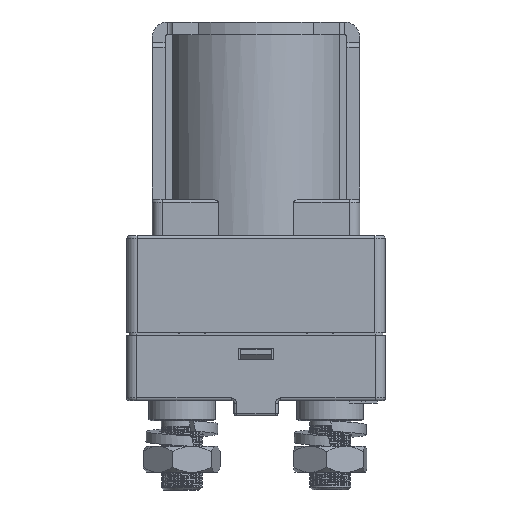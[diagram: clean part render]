
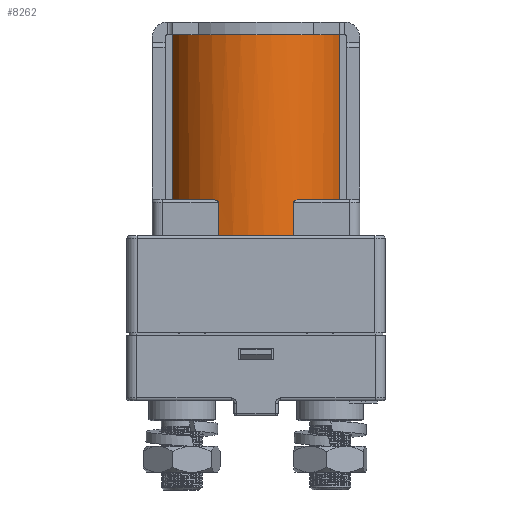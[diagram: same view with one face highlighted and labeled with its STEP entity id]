
A CAD part, left-side view. The second image highlights one B-rep face of the part: STEP entity #8262.
In plain terms, the highlighted cylindrical face has radius 17.6 mm (diameter 35.2 mm), a partial arc.
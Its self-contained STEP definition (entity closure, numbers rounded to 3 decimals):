
#787 = CIRCLE ( 'NONE', #10699, 17.6 ) ;
#1272 = VERTEX_POINT ( 'NONE', #17014 ) ;
#1333 = DIRECTION ( 'NONE',  ( 0., 0., 1. ) ) ;
#1687 = VERTEX_POINT ( 'NONE', #27869 ) ;
#1964 = CARTESIAN_POINT ( 'NONE',  ( -7.577, 15.886, 24.874 ) ) ;
#2118 = CARTESIAN_POINT ( 'NONE',  ( -7.952, 15.703, 24.729 ) ) ;
#2276 = EDGE_CURVE ( 'NONE', #2520, #30240, #8948, .T. ) ;
#2520 = VERTEX_POINT ( 'NONE', #19791 ) ;
#2828 = DIRECTION ( 'NONE',  ( 1., 0., 0. ) ) ;
#3069 = DIRECTION ( 'NONE',  ( 0., 0., -1. ) ) ;
#4005 = DIRECTION ( 'NONE',  ( 0., 0., -1. ) ) ;
#4078 = AXIS2_PLACEMENT_3D ( 'NONE', #18860, #4005, #31274 ) ;
#4107 = EDGE_CURVE ( 'NONE', #33647, #1687, #33152, .T. ) ;
#4845 = AXIS2_PLACEMENT_3D ( 'NONE', #7270, #28193, #12952 ) ;
#5219 = CARTESIAN_POINT ( 'NONE',  ( 7.668, 15.842, 24.831 ) ) ;
#5226 = VECTOR ( 'NONE', #1333, 1000. ) ;
#5417 = ORIENTED_EDGE ( 'NONE', *, *, #28363, .F. ) ;
#6136 = ORIENTED_EDGE ( 'NONE', *, *, #17998, .F. ) ;
#6633 = CIRCLE ( 'NONE', #4078, 17.6 ) ;
#6823 = CIRCLE ( 'NONE', #15889, 17.6 ) ;
#7270 = CARTESIAN_POINT ( 'NONE',  ( 0., 0., 24.7 ) ) ;
#7403 = DIRECTION ( 'NONE',  ( 0., 0., 1. ) ) ;
#7523 = CARTESIAN_POINT ( 'NONE',  ( -7.332, 16., 31.7 ) ) ;
#7662 = CARTESIAN_POINT ( 'NONE',  ( -16.356, 6.5, -20.605 ) ) ;
#7827 = CARTESIAN_POINT ( 'NONE',  ( -8.337, 15.5, 24.7 ) ) ;
#7867 = VERTEX_POINT ( 'NONE', #7523 ) ;
#7904 = VECTOR ( 'NONE', #31498, 1000. ) ;
#7941 = CARTESIAN_POINT ( 'NONE',  ( 8.337, 15.5, 24.7 ) ) ;
#8209 = CARTESIAN_POINT ( 'NONE',  ( -7.354, 15.99, 25.091 ) ) ;
#8262 = ADVANCED_FACE ( 'NONE', ( #31705 ), #22803, .T. ) ;
#8324 = CARTESIAN_POINT ( 'NONE',  ( 7.951, 15.703, 24.729 ) ) ;
#8948 = LINE ( 'NONE', #37198, #5226 ) ;
#9161 = EDGE_CURVE ( 'NONE', #19408, #1687, #19003, .T. ) ;
#10388 = VECTOR ( 'NONE', #31746, 1000. ) ;
#10699 = AXIS2_PLACEMENT_3D ( 'NONE', #17568, #32624, #15676 ) ;
#11296 = CARTESIAN_POINT ( 'NONE',  ( 7.415, 15.962, 25.003 ) ) ;
#11474 = B_SPLINE_CURVE_WITH_KNOTS ( 'NONE', 3,
 ( #7827, #34910, #2118, #28764, #1964, #31889, #38210, #8209, #22591, #22852 ),
 .UNSPECIFIED., .F., .F.,
 ( 4, 2, 2, 2, 4 ),
 ( 0., 0.001, 0.001, 0.001, 0.001 ),
 .UNSPECIFIED. ) ;
#12044 = EDGE_CURVE ( 'NONE', #22790, #15456, #14108, .T. ) ;
#12938 = EDGE_CURVE ( 'NONE', #2520, #27664, #28609, .T. ) ;
#12952 = DIRECTION ( 'NONE',  ( -1., 0., 0. ) ) ;
#14108 = LINE ( 'NONE', #19443, #10388 ) ;
#14445 = EDGE_CURVE ( 'NONE', #1272, #7867, #17747, .T. ) ;
#14998 = DIRECTION ( 'NONE',  ( -1., 0., 0. ) ) ;
#15456 = VERTEX_POINT ( 'NONE', #16759 ) ;
#15676 = DIRECTION ( 'NONE',  ( -1., 0., 0. ) ) ;
#15889 = AXIS2_PLACEMENT_3D ( 'NONE', #26602, #35502, #2828 ) ;
#16159 = ORIENTED_EDGE ( 'NONE', *, *, #2276, .F. ) ;
#16759 = CARTESIAN_POINT ( 'NONE',  ( 16.356, 6.5, 24.7 ) ) ;
#16953 = CARTESIAN_POINT ( 'NONE',  ( 7.577, 15.886, 24.873 ) ) ;
#17014 = CARTESIAN_POINT ( 'NONE',  ( -7.332, 16., 25.2 ) ) ;
#17247 = CARTESIAN_POINT ( 'NONE',  ( -16.356, 6.5, -7.53 ) ) ;
#17568 = CARTESIAN_POINT ( 'NONE',  ( 0., 0., 24.7 ) ) ;
#17729 = CARTESIAN_POINT ( 'NONE',  ( -8.337, 15.5, 24.7 ) ) ;
#17747 = LINE ( 'NONE', #37810, #7904 ) ;
#17998 = EDGE_CURVE ( 'NONE', #30240, #7867, #6823, .T. ) ;
#18860 = CARTESIAN_POINT ( 'NONE',  ( 0., 0., -7.53 ) ) ;
#19003 = CIRCLE ( 'NONE', #4845, 17.6 ) ;
#19408 = VERTEX_POINT ( 'NONE', #17729 ) ;
#19443 = CARTESIAN_POINT ( 'NONE',  ( 16.356, 6.5, -20.605 ) ) ;
#19650 = CARTESIAN_POINT ( 'NONE',  ( 16.356, 6.5, -7.53 ) ) ;
#19791 = CARTESIAN_POINT ( 'NONE',  ( 7.332, 16., 25.2 ) ) ;
#20227 = CARTESIAN_POINT ( 'NONE',  ( 7.332, 16., 25.144 ) ) ;
#21901 = VECTOR ( 'NONE', #7403, 1000. ) ;
#22286 = CARTESIAN_POINT ( 'NONE',  ( 7.332, 16., 31.7 ) ) ;
#22591 = CARTESIAN_POINT ( 'NONE',  ( -7.332, 16., 25.144 ) ) ;
#22723 = CARTESIAN_POINT ( 'NONE',  ( 7.332, 16., 25.2 ) ) ;
#22790 = VERTEX_POINT ( 'NONE', #19650 ) ;
#22803 = CYLINDRICAL_SURFACE ( 'NONE', #31644, 17.6 ) ;
#22852 = CARTESIAN_POINT ( 'NONE',  ( -7.332, 16., 25.2 ) ) ;
#24064 = ORIENTED_EDGE ( 'NONE', *, *, #12044, .F. ) ;
#24579 = ORIENTED_EDGE ( 'NONE', *, *, #12938, .T. ) ;
#25872 = CARTESIAN_POINT ( 'NONE',  ( 7.453, 15.944, 24.967 ) ) ;
#26602 = CARTESIAN_POINT ( 'NONE',  ( 0., 0., 31.7 ) ) ;
#27664 = VERTEX_POINT ( 'NONE', #34188 ) ;
#27726 = ORIENTED_EDGE ( 'NONE', *, *, #37292, .F. ) ;
#27869 = CARTESIAN_POINT ( 'NONE',  ( -16.356, 6.5, 24.7 ) ) ;
#28193 = DIRECTION ( 'NONE',  ( 0., 0., 1. ) ) ;
#28363 = EDGE_CURVE ( 'NONE', #15456, #27664, #787, .T. ) ;
#28609 = B_SPLINE_CURVE_WITH_KNOTS ( 'NONE', 3,
 ( #22723, #20227, #35026, #11296, #25872, #16953, #5219, #8324, #28757, #7941 ),
 .UNSPECIFIED., .F., .F.,
 ( 4, 2, 2, 2, 4 ),
 ( 0., 0., 0., 0.001, 0.001 ),
 .UNSPECIFIED. ) ;
#28757 = CARTESIAN_POINT ( 'NONE',  ( 8.143, 15.604, 24.7 ) ) ;
#28764 = CARTESIAN_POINT ( 'NONE',  ( -7.67, 15.841, 24.83 ) ) ;
#30240 = VERTEX_POINT ( 'NONE', #22286 ) ;
#30445 = ORIENTED_EDGE ( 'NONE', *, *, #38030, .T. ) ;
#31274 = DIRECTION ( 'NONE',  ( -1., 0., 0. ) ) ;
#31498 = DIRECTION ( 'NONE',  ( 0., 0., 1. ) ) ;
#31644 = AXIS2_PLACEMENT_3D ( 'NONE', #35592, #3069, #14998 ) ;
#31705 = FACE_OUTER_BOUND ( 'NONE', #35261, .T. ) ;
#31746 = DIRECTION ( 'NONE',  ( 0., 0., 1. ) ) ;
#31889 = CARTESIAN_POINT ( 'NONE',  ( -7.454, 15.944, 24.967 ) ) ;
#32624 = DIRECTION ( 'NONE',  ( 0., 0., 1. ) ) ;
#33152 = LINE ( 'NONE', #7662, #21901 ) ;
#33647 = VERTEX_POINT ( 'NONE', #17247 ) ;
#34188 = CARTESIAN_POINT ( 'NONE',  ( 8.337, 15.5, 24.7 ) ) ;
#34633 = ORIENTED_EDGE ( 'NONE', *, *, #9161, .F. ) ;
#34910 = CARTESIAN_POINT ( 'NONE',  ( -8.143, 15.604, 24.7 ) ) ;
#35026 = CARTESIAN_POINT ( 'NONE',  ( 7.353, 15.99, 25.091 ) ) ;
#35261 = EDGE_LOOP ( 'NONE', ( #36463, #34633, #30445, #38766, #6136, #16159, #24579, #5417, #24064, #27726 ) ) ;
#35502 = DIRECTION ( 'NONE',  ( 0., 0., 1. ) ) ;
#35592 = CARTESIAN_POINT ( 'NONE',  ( 0., 0., 31.7 ) ) ;
#36463 = ORIENTED_EDGE ( 'NONE', *, *, #4107, .T. ) ;
#37198 = CARTESIAN_POINT ( 'NONE',  ( 7.332, 16., 24.7 ) ) ;
#37292 = EDGE_CURVE ( 'NONE', #33647, #22790, #6633, .T. ) ;
#37810 = CARTESIAN_POINT ( 'NONE',  ( -7.332, 16., 24.7 ) ) ;
#38030 = EDGE_CURVE ( 'NONE', #19408, #1272, #11474, .T. ) ;
#38210 = CARTESIAN_POINT ( 'NONE',  ( -7.415, 15.962, 25.002 ) ) ;
#38766 = ORIENTED_EDGE ( 'NONE', *, *, #14445, .T. ) ;
